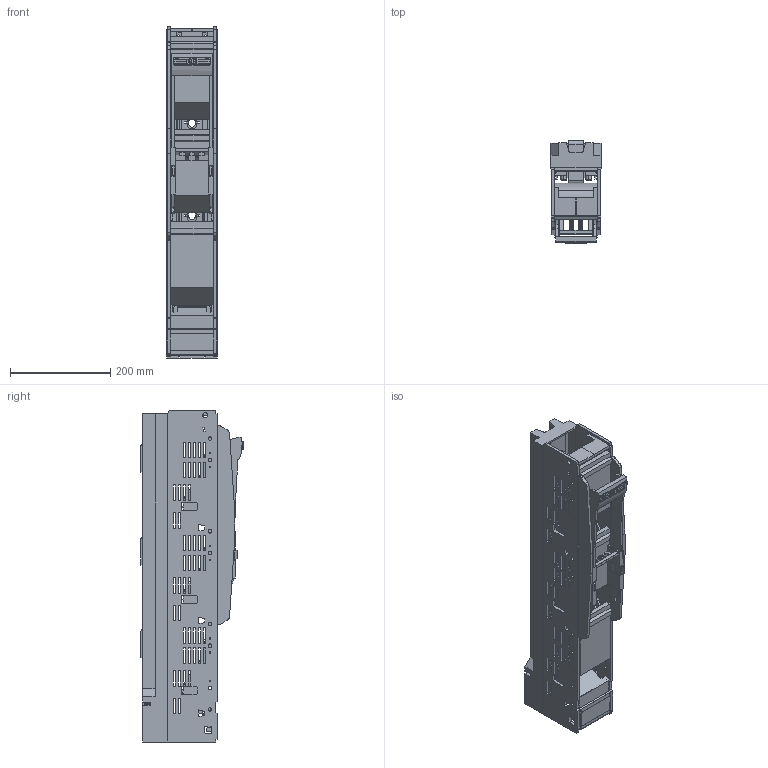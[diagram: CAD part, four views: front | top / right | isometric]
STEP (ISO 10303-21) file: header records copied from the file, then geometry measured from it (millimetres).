
FILE_DESCRIPTION((''),'2;1');
FILE_NAME('ASM0110_ASM','2021-04-15T',('marketing.praksa'),('Audax d.o.o.'),'CREO PARAMETRIC BY PTC INC, 2017480','CREO PARAMETRIC BY PTC INC, 2017480','');
FILE_SCHEMA(('AUTOMOTIVE_DESIGN { 1 0 10303 214 1 1 1 1 }'));
Products named in the file (21): 802874_L03_LEISTENDECKEL_D-S_10; 802874_L03_LEISTENDECKEL_D-6_10; 802874_L03_LEISTENDECKEL_-12_10; 804189_L01_NH-LEISTENUNTE-640_8; 804189_L01_NH-LEISTENUNTE-647_8; 804189_L01_NH-LEISTENUNTE-653_8; PRT8781_1_1_2_3; PRT0130_1_1_2_3_4_5_1; PRT0130_1_1_2_3_4_5_2; PRT0130_1_1_2_3_4_5_3; PRT0130_1_1_2_3_4_5_ASM; BREP_WITH_VOIDS_12_1_2_1_1_2_3; SL12_3X3_9_KM2G_ASM_1_1_2_3_ASM; 804189_01_L01_NH-LEISTENU-263_5; 804189_01_L01_NH-LEISTENU-887_5; 804189_01_L01_NH-LEISTENU-758_5; 804189_01_L01_NH-LEISTENU-263_6; 804189_01_L01_NH-LEISTENU-887_6; COPP_1_1_1; SP240-TOP_ASM; ASM0110_ASM
Assembly tree (20 placements, depth 4):
  ASM0110_ASM
    SL12_3X3_9_KM2G_ASM_1_1_2_3_ASM
      802874_L03_LEISTENDECKEL_D-S_10
      802874_L03_LEISTENDECKEL_D-6_10
      802874_L03_LEISTENDECKEL_-12_10
      804189_L01_NH-LEISTENUNTE-640_8
      804189_L01_NH-LEISTENUNTE-647_8
      804189_L01_NH-LEISTENUNTE-653_8
      PRT8781_1_1_2_3
      PRT0130_1_1_2_3_4_5_ASM
        PRT0130_1_1_2_3_4_5_1
        PRT0130_1_1_2_3_4_5_2
        PRT0130_1_1_2_3_4_5_3
      BREP_WITH_VOIDS_12_1_2_1_1_2_3
    SP240-TOP_ASM
      804189_01_L01_NH-LEISTENU-263_5
      804189_01_L01_NH-LEISTENU-887_5
      804189_01_L01_NH-LEISTENU-758_5
      804189_01_L01_NH-LEISTENU-263_6
      804189_01_L01_NH-LEISTENU-887_6
      COPP_1_1_1
Bounding box: 100 x 205.05 x 661.98 mm (x, y, z)
Volume: 3164694.5 mm3; surface area: 1112820.4 mm2
Topology: 17 solids, 17 shells, 3528 faces, 9679 edges, 6156 vertices
Faces by surface type: plane 2845, cylinder 556, bspline 83, cone 32, extrusion 8, torus 4
Entity records: 159562 total; most frequent: CARTESIAN_POINT 29651, ORIENTED_EDGE 19352, DIRECTION 17364, PRESENTATION_STYLE_ASSIGNMENT 11104, STYLED_ITEM 11104, CURVE_STYLE 9684, EDGE_CURVE 9676, VECTOR 7734
